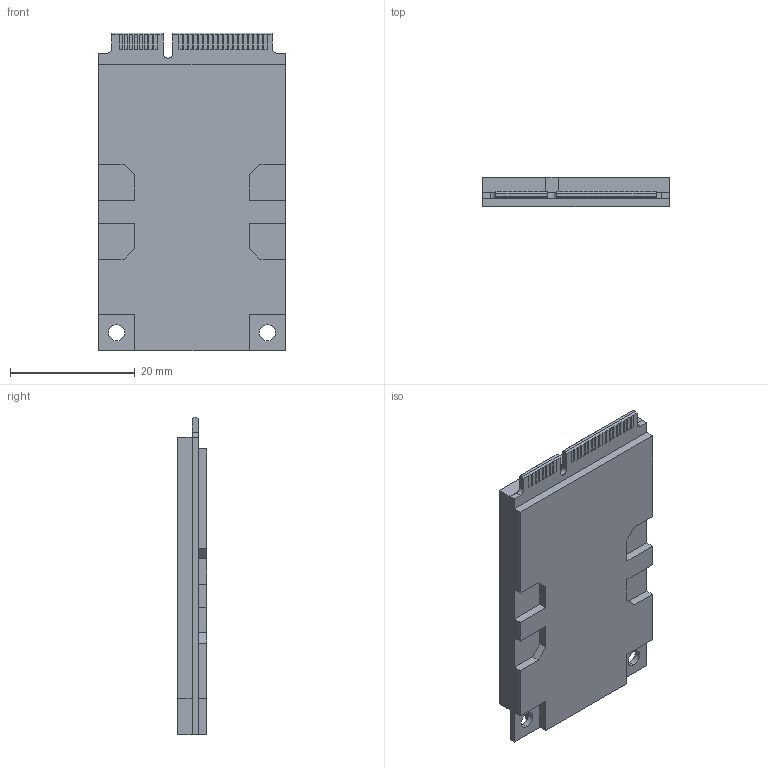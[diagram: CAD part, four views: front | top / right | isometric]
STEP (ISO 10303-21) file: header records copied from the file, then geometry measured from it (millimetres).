
FILE_DESCRIPTION (( 'STEP AP214' ), '1' );
FILE_NAME ('mPCIe-spec.STEP', '2020-05-26T10:24:12', ( '' ), ( '' ), 'SwSTEP 2.0', 'SolidWorks 2018', '' );
FILE_SCHEMA (( 'AUTOMOTIVE_DESIGN' ));
Length unit declared in the file: metre
Products named in the file (4): STD-PC-PCIe-MINI-GENERIC-PCB; mPCIe-spec; SPEC-PC-PCIe-MINI-KEEPOUT-Fn-TOP; SPEC-PC-PCIe-MINI-KEEPOUT-Fn-BOTTOM
Assembly tree (3 placements, depth 2):
  mPCIe-spec
    STD-PC-PCIe-MINI-GENERIC-PCB
    SPEC-PC-PCIe-MINI-KEEPOUT-Fn-TOP
    SPEC-PC-PCIe-MINI-KEEPOUT-Fn-BOTTOM
Bounding box: 30 x 4.71 x 50.95 mm (x, y, z)
Volume: 6309.9 mm3; surface area: 8899 mm2
Topology: 3 solids, 3 shells, 328 faces, 862 edges, 540 vertices
Faces by surface type: plane 321, cylinder 7
Entity records: 12790 total; most frequent: CARTESIAN_POINT 1736, ORIENTED_EDGE 1724, DIRECTION 1544, EDGE_CURVE 862, VECTOR 848, LINE 848, VERTEX_POINT 540, AXIS2_PLACEMENT_3D 348
